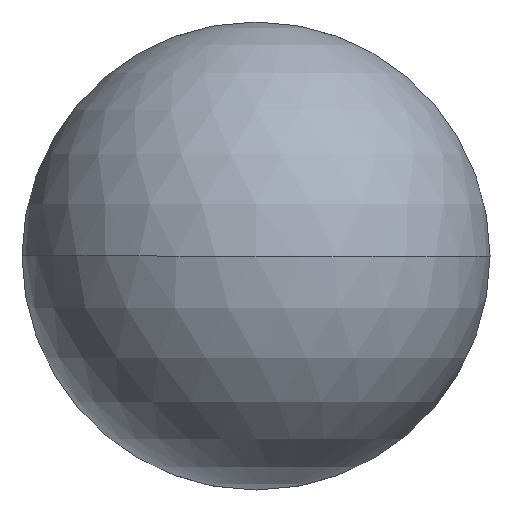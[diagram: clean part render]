
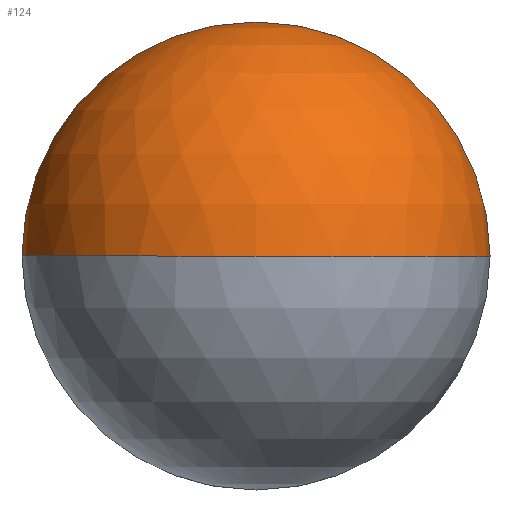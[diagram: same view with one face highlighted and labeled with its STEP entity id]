
A CAD part, front view. The second image highlights one B-rep face of the part: STEP entity #124.
In plain terms, the highlighted spherical face has radius 9.525 mm.
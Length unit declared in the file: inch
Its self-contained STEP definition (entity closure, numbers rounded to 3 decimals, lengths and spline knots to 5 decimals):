
#3 = CARTESIAN_POINT ( 'NONE',  ( 0., 0.375, 0. ) ) ;
#13 = AXIS2_PLACEMENT_3D ( 'NONE', #213, #298, #36 ) ;
#19 = CIRCLE ( 'NONE', #13, 0.375 ) ;
#28 = EDGE_CURVE ( 'NONE', #129, #266, #232, .T. ) ;
#36 = DIRECTION ( 'NONE',  ( -1., 0., 0. ) ) ;
#38 = AXIS2_PLACEMENT_3D ( 'NONE', #279, #49, #116 ) ;
#40 = AXIS2_PLACEMENT_3D ( 'NONE', #254, #314, #226 ) ;
#49 = DIRECTION ( 'NONE',  ( 0., 0., 1. ) ) ;
#61 = DIRECTION ( 'NONE',  ( 0., 0., 1. ) ) ;
#68 = EDGE_CURVE ( 'NONE', #289, #266, #19, .T. ) ;
#79 = SPHERICAL_SURFACE ( 'NONE', #38, 0.375 ) ;
#96 = VERTEX_POINT ( 'NONE', #341 ) ;
#116 = DIRECTION ( 'NONE',  ( 1., 0., 0. ) ) ;
#124 = ADVANCED_FACE ( 'NONE', ( #370 ), #79, .T. ) ;
#129 = VERTEX_POINT ( 'NONE', #337 ) ;
#162 = CARTESIAN_POINT ( 'NONE',  ( 0., 0.375, 0. ) ) ;
#176 = ORIENTED_EDGE ( 'NONE', *, *, #28, .T. ) ;
#179 = DIRECTION ( 'NONE',  ( 1., 0., 0. ) ) ;
#187 = EDGE_CURVE ( 'NONE', #289, #96, #312, .T. ) ;
#202 = DIRECTION ( 'NONE',  ( 0., 0., -1. ) ) ;
#213 = CARTESIAN_POINT ( 'NONE',  ( 0., 0.375, 0. ) ) ;
#226 = DIRECTION ( 'NONE',  ( 0., 0., -1. ) ) ;
#232 = CIRCLE ( 'NONE', #247, 0.375 ) ;
#243 = CARTESIAN_POINT ( 'NONE',  ( 0., 0., 0. ) ) ;
#247 = AXIS2_PLACEMENT_3D ( 'NONE', #162, #61, #179 ) ;
#248 = CARTESIAN_POINT ( 'NONE',  ( 0.375, 0.375, 0. ) ) ;
#254 = CARTESIAN_POINT ( 'NONE',  ( 0., 0.375, 0. ) ) ;
#266 = VERTEX_POINT ( 'NONE', #243 ) ;
#269 = ORIENTED_EDGE ( 'NONE', *, *, #68, .F. ) ;
#279 = CARTESIAN_POINT ( 'NONE',  ( 0., 0.375, 0. ) ) ;
#289 = VERTEX_POINT ( 'NONE', #248 ) ;
#294 = CIRCLE ( 'NONE', #40, 0.375 ) ;
#298 = DIRECTION ( 'NONE',  ( 0., 0., -1. ) ) ;
#312 = CIRCLE ( 'NONE', #345, 0.375 ) ;
#314 = DIRECTION ( 'NONE',  ( 0., -1., 0. ) ) ;
#319 = ORIENTED_EDGE ( 'NONE', *, *, #187, .T. ) ;
#328 = DIRECTION ( 'NONE',  ( 0., -1., 0. ) ) ;
#331 = EDGE_LOOP ( 'NONE', ( #366, #176, #269, #319 ) ) ;
#337 = CARTESIAN_POINT ( 'NONE',  ( -0.375, 0.375, 0. ) ) ;
#341 = CARTESIAN_POINT ( 'NONE',  ( 0., 0.375, 0.375 ) ) ;
#345 = AXIS2_PLACEMENT_3D ( 'NONE', #3, #328, #202 ) ;
#365 = EDGE_CURVE ( 'NONE', #96, #129, #294, .T. ) ;
#366 = ORIENTED_EDGE ( 'NONE', *, *, #365, .T. ) ;
#370 = FACE_OUTER_BOUND ( 'NONE', #331, .T. ) ;
